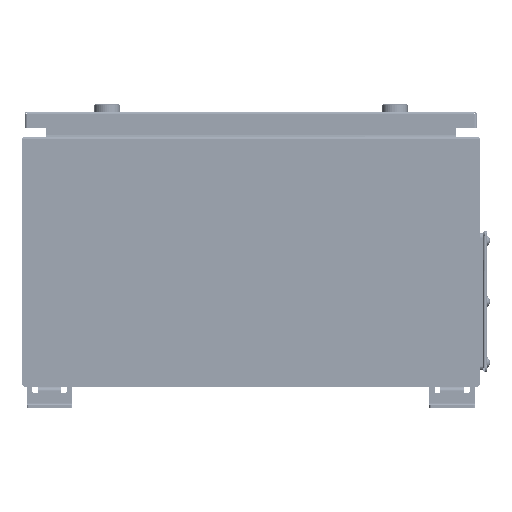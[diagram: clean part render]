
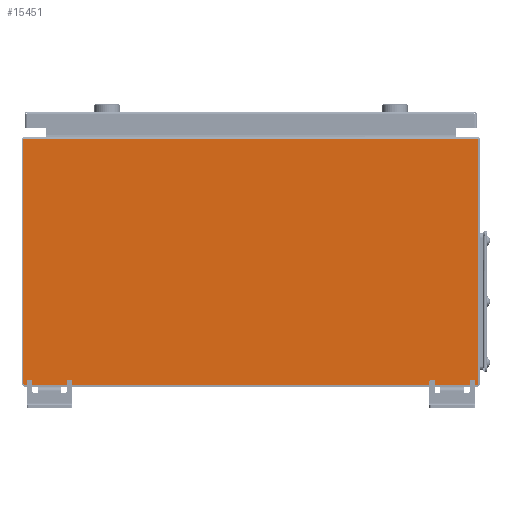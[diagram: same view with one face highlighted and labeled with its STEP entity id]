
A CAD part, left-side view. The second image highlights one B-rep face of the part: STEP entity #15451.
In plain terms, the highlighted planar face has unit normal (-1, 0, 0).
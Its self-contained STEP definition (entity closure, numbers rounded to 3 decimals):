
#2068 = DIRECTION ( 'NONE',  ( 0., 0., 1. ) ) ;
#2113 = DIRECTION ( 'NONE',  ( -1., 0., 0. ) ) ;
#2724 = ORIENTED_EDGE ( 'NONE', *, *, #41605, .T. ) ;
#5609 = VERTEX_POINT ( 'NONE', #43036 ) ;
#8208 = EDGE_CURVE ( 'NONE', #33914, #50939, #18720, .T. ) ;
#12213 = EDGE_CURVE ( 'NONE', #46859, #50939, #17765, .T. ) ;
#12705 = DIRECTION ( 'NONE',  ( 0., 1., 0. ) ) ;
#13414 = CARTESIAN_POINT ( 'NONE',  ( -1.5, 0., 0. ) ) ;
#13883 = LINE ( 'NONE', #37440, #70396 ) ;
#15451 = ADVANCED_FACE ( 'NONE', ( #71506 ), #24243, .T. ) ;
#15920 = EDGE_CURVE ( 'NONE', #70297, #50957, #13883, .T. ) ;
#16737 = EDGE_CURVE ( 'NONE', #70297, #5609, #70533, .T. ) ;
#17765 = CIRCLE ( 'NONE', #41675, 3. ) ;
#18720 = LINE ( 'NONE', #43073, #21888 ) ;
#21888 = VECTOR ( 'NONE', #60366, 1000. ) ;
#22652 = ORIENTED_EDGE ( 'NONE', *, *, #41747, .F. ) ;
#22779 = CARTESIAN_POINT ( 'NONE',  ( -1.5, 250., 133.5 ) ) ;
#24243 = PLANE ( 'NONE',  #72472 ) ;
#26099 = EDGE_LOOP ( 'NONE', ( #22652, #48675, #43002, #2724, #61596, #27737 ) ) ;
#27737 = ORIENTED_EDGE ( 'NONE', *, *, #16737, .T. ) ;
#28705 = CARTESIAN_POINT ( 'NONE',  ( -1.5, -247., -133.5 ) ) ;
#30607 = DIRECTION ( 'NONE',  ( 0., 0., 1. ) ) ;
#31078 = DIRECTION ( 'NONE',  ( 0., 0., 1. ) ) ;
#31694 = DIRECTION ( 'NONE',  ( -1., 0., 0. ) ) ;
#33914 = VERTEX_POINT ( 'NONE', #67664 ) ;
#34641 = DIRECTION ( 'NONE',  ( 0., 1., 0. ) ) ;
#36929 = CARTESIAN_POINT ( 'NONE',  ( -1.5, 247., -133.5 ) ) ;
#37440 = CARTESIAN_POINT ( 'NONE',  ( -1.5, 250., 136.5 ) ) ;
#37833 = CARTESIAN_POINT ( 'NONE',  ( -1.5, -250., -133.5 ) ) ;
#38180 = AXIS2_PLACEMENT_3D ( 'NONE', #36929, #31694, #43659 ) ;
#41605 = EDGE_CURVE ( 'NONE', #33914, #50957, #45900, .T. ) ;
#41675 = AXIS2_PLACEMENT_3D ( 'NONE', #28705, #51538, #2068 ) ;
#41747 = EDGE_CURVE ( 'NONE', #46859, #5609, #41847, .T. ) ;
#41847 = LINE ( 'NONE', #64761, #44536 ) ;
#43002 = ORIENTED_EDGE ( 'NONE', *, *, #8208, .F. ) ;
#43036 = CARTESIAN_POINT ( 'NONE',  ( -1.5, 247., -136.5 ) ) ;
#43073 = CARTESIAN_POINT ( 'NONE',  ( -1.5, -250., 136.5 ) ) ;
#43659 = DIRECTION ( 'NONE',  ( 0., 0., 1. ) ) ;
#44536 = VECTOR ( 'NONE', #12705, 1000. ) ;
#45900 = LINE ( 'NONE', #68821, #70927 ) ;
#46859 = VERTEX_POINT ( 'NONE', #46981 ) ;
#46981 = CARTESIAN_POINT ( 'NONE',  ( -1.5, -247., -136.5 ) ) ;
#48675 = ORIENTED_EDGE ( 'NONE', *, *, #12213, .T. ) ;
#50939 = VERTEX_POINT ( 'NONE', #37833 ) ;
#50957 = VERTEX_POINT ( 'NONE', #22779 ) ;
#51538 = DIRECTION ( 'NONE',  ( -1., 0., 0. ) ) ;
#60366 = DIRECTION ( 'NONE',  ( 0., 0., -1. ) ) ;
#61596 = ORIENTED_EDGE ( 'NONE', *, *, #15920, .F. ) ;
#64761 = CARTESIAN_POINT ( 'NONE',  ( -1.5, -250., -136.5 ) ) ;
#67664 = CARTESIAN_POINT ( 'NONE',  ( -1.5, -250., 133.5 ) ) ;
#68821 = CARTESIAN_POINT ( 'NONE',  ( -1.5, -250., 133.5 ) ) ;
#70297 = VERTEX_POINT ( 'NONE', #73474 ) ;
#70396 = VECTOR ( 'NONE', #31078, 1000. ) ;
#70533 = CIRCLE ( 'NONE', #38180, 3. ) ;
#70927 = VECTOR ( 'NONE', #34641, 1000. ) ;
#71506 = FACE_OUTER_BOUND ( 'NONE', #26099, .T. ) ;
#72472 = AXIS2_PLACEMENT_3D ( 'NONE', #13414, #2113, #30607 ) ;
#73474 = CARTESIAN_POINT ( 'NONE',  ( -1.5, 250., -133.5 ) ) ;
